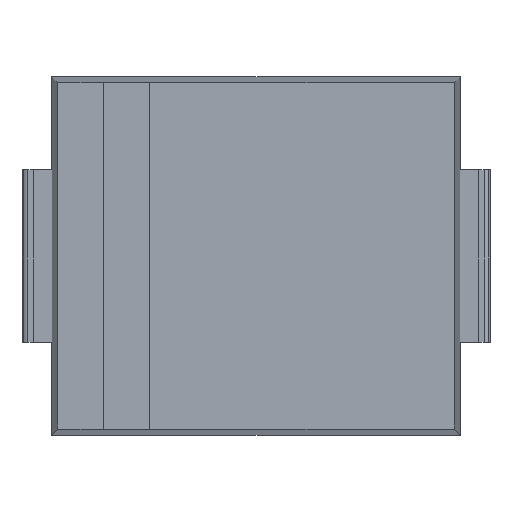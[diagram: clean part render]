
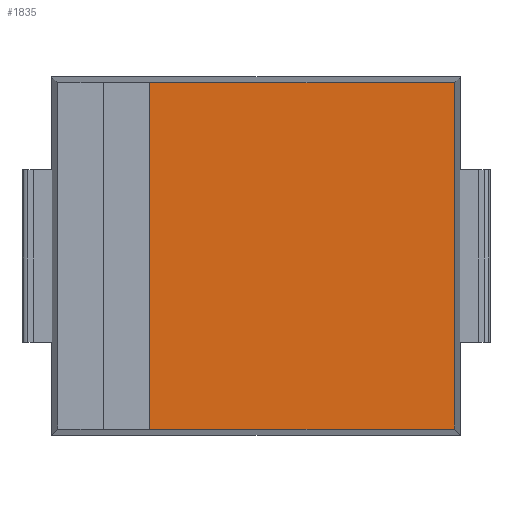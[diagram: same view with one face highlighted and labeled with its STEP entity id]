
A CAD part, top view. The second image highlights one B-rep face of the part: STEP entity #1835.
In plain terms, the highlighted planar face has unit normal (0, 0, 1).
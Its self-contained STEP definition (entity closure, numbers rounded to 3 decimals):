
#1580=CARTESIAN_POINT('',(-1.85,3.008,2.65));
#1581=VERTEX_POINT('',#1580);
#1588=CARTESIAN_POINT('',(3.448,3.008,2.65));
#1589=VERTEX_POINT('',#1588);
#1590=CARTESIAN_POINT('',(-1.85,3.008,2.65));
#1591=DIRECTION('',(1.0,0.0,0.0));
#1592=VECTOR('',#1591,5.298);
#1593=LINE('',#1590,#1592);
#1594=EDGE_CURVE('',#1581,#1589,#1593,.T.);
#1619=CARTESIAN_POINT('',(3.448,-3.008,2.65));
#1620=VERTEX_POINT('',#1619);
#1621=CARTESIAN_POINT('',(3.448,3.008,2.65));
#1622=DIRECTION('',(0.0,-1.0,0.0));
#1623=VECTOR('',#1622,6.015);
#1624=LINE('',#1621,#1623);
#1625=EDGE_CURVE('',#1589,#1620,#1624,.T.);
#1648=CARTESIAN_POINT('',(-1.85,-3.008,2.65));
#1649=VERTEX_POINT('',#1648);
#1650=CARTESIAN_POINT('',(3.448,-3.008,2.65));
#1651=DIRECTION('',(-1.0,0.0,0.0));
#1652=VECTOR('',#1651,5.298);
#1653=LINE('',#1650,#1652);
#1654=EDGE_CURVE('',#1620,#1649,#1653,.T.);
#1801=CARTESIAN_POINT('',(-1.85,3.008,2.65));
#1802=DIRECTION('',(0.0,-1.0,0.0));
#1803=VECTOR('',#1802,6.015);
#1804=LINE('',#1801,#1803);
#1805=EDGE_CURVE('',#1581,#1649,#1804,.T.);
#1824=CARTESIAN_POINT('',(0.,0.,2.65));
#1825=DIRECTION('',(0.0,0.0,-1.0));
#1826=DIRECTION('',(-1.0,0.0,0.0));
#1827=AXIS2_PLACEMENT_3D('',#1824,#1825,#1826);
#1828=PLANE('',#1827);
#1829=ORIENTED_EDGE('',*,*,#1625,.F.);
#1830=ORIENTED_EDGE('',*,*,#1594,.F.);
#1831=ORIENTED_EDGE('',*,*,#1805,.T.);
#1832=ORIENTED_EDGE('',*,*,#1654,.F.);
#1833=EDGE_LOOP('',(#1829,#1830,#1831,#1832));
#1834=FACE_OUTER_BOUND('',#1833,.T.);
#1835=ADVANCED_FACE('',(#1834),#1828,.F.);
